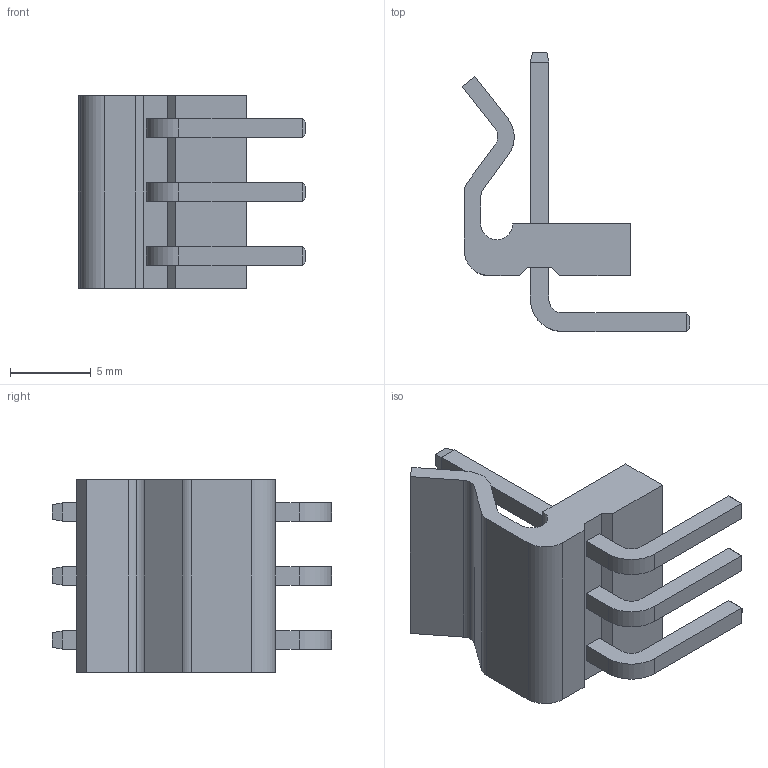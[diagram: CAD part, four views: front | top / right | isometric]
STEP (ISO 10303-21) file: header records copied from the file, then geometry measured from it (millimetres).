
FILE_DESCRIPTION (( 'STEP AP214' ), '1' );
FILE_NAME ('User Library-PWL-3R.STEP', '2018-02-21T10:20:56', ( '' ), ( '' ), 'SwSTEP 2.0', 'SolidWorks 2018', '' );
FILE_SCHEMA (( 'AUTOMOTIVE_DESIGN' ));
Length unit declared in the file: millimetre
Products named in the file (1): User Library-PWL-3R
Bounding box: 14.1 x 17.27 x 11.88 mm (x, y, z)
Volume: 563.6 mm3; surface area: 958.8 mm2
Topology: 1 solids, 1 shells, 90 faces, 222 edges, 140 vertices
Faces by surface type: plane 76, cylinder 14
Entity records: 3527 total; most frequent: CARTESIAN_POINT 453, ORIENTED_EDGE 444, DIRECTION 432, EDGE_CURVE 222, VECTOR 194, LINE 194, VERTEX_POINT 140, AXIS2_PLACEMENT_3D 119
